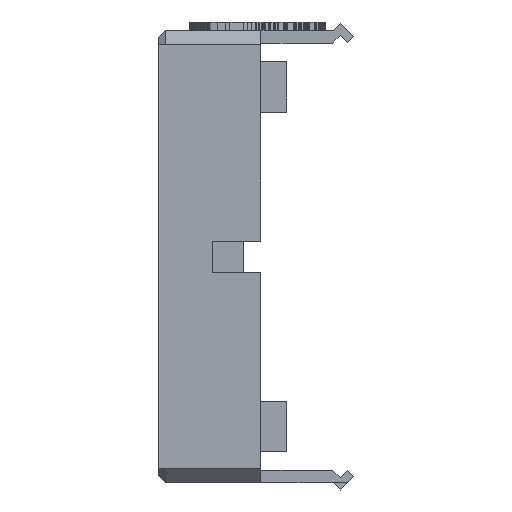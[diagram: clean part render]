
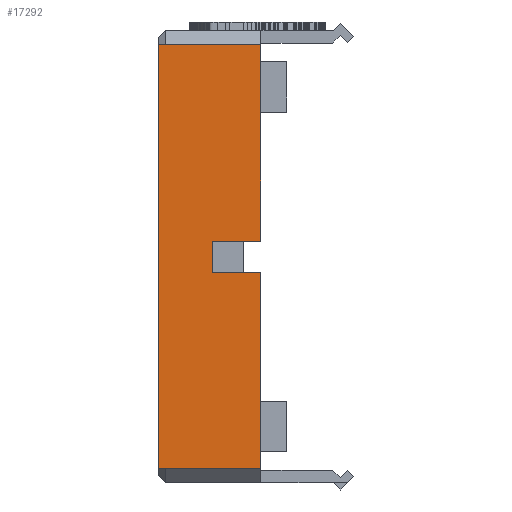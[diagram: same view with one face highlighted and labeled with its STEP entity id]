
A CAD part, left-side view. The second image highlights one B-rep face of the part: STEP entity #17292.
In plain terms, the highlighted planar face has unit normal (-1, 0, 0).
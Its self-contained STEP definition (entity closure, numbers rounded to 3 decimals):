
#2802=FACE_OUTER_BOUND('',#3719,.T.);
#3719=EDGE_LOOP('',(#15782,#15783,#15784,#15785,#15786,#15787,#15788,#15789));
#4850=LINE('',#32483,#6212);
#5017=LINE('',#32810,#6379);
#5022=LINE('',#32820,#6384);
#5024=LINE('',#32826,#6386);
#5027=LINE('',#32831,#6389);
#5029=LINE('',#32834,#6391);
#5030=LINE('',#32835,#6392);
#5031=LINE('',#32836,#6393);
#6212=VECTOR('',#19017,10.);
#6379=VECTOR('',#19310,10.);
#6384=VECTOR('',#19317,10.);
#6386=VECTOR('',#19321,10.);
#6389=VECTOR('',#19326,10.);
#6391=VECTOR('',#19330,10.);
#6392=VECTOR('',#19331,10.);
#6393=VECTOR('',#19332,10.);
#8080=VERTEX_POINT('',#32480);
#8081=VERTEX_POINT('',#32482);
#8177=VERTEX_POINT('',#32807);
#8178=VERTEX_POINT('',#32809);
#8180=VERTEX_POINT('',#32814);
#8182=VERTEX_POINT('',#32818);
#8183=VERTEX_POINT('',#32822);
#8185=VERTEX_POINT('',#32825);
#10590=EDGE_CURVE('',#8080,#8081,#4850,.T.);
#10757=EDGE_CURVE('',#8177,#8178,#5017,.T.);
#10762=EDGE_CURVE('',#8180,#8182,#5022,.T.);
#10764=EDGE_CURVE('',#8185,#8183,#5024,.T.);
#10767=EDGE_CURVE('',#8182,#8185,#5027,.T.);
#10769=EDGE_CURVE('',#8081,#8183,#5029,.T.);
#10770=EDGE_CURVE('',#8178,#8080,#5030,.T.);
#10771=EDGE_CURVE('',#8180,#8177,#5031,.T.);
#15782=ORIENTED_EDGE('',*,*,#10762,.T.);
#15783=ORIENTED_EDGE('',*,*,#10767,.T.);
#15784=ORIENTED_EDGE('',*,*,#10764,.T.);
#15785=ORIENTED_EDGE('',*,*,#10769,.F.);
#15786=ORIENTED_EDGE('',*,*,#10590,.F.);
#15787=ORIENTED_EDGE('',*,*,#10770,.F.);
#15788=ORIENTED_EDGE('',*,*,#10757,.F.);
#15789=ORIENTED_EDGE('',*,*,#10771,.F.);
#16393=PLANE('',#17579);
#17292=ADVANCED_FACE('',(#2802),#16393,.T.);
#17579=AXIS2_PLACEMENT_3D('',#32833,#19328,#19329);
#19017=DIRECTION('',(0.,-1.,0.));
#19310=DIRECTION('',(0.,1.,0.));
#19317=DIRECTION('',(0.,1.,0.));
#19321=DIRECTION('',(0.,-1.,0.));
#19326=DIRECTION('',(0.,0.,1.));
#19328=DIRECTION('center_axis',(-1.,0.,0.));
#19329=DIRECTION('ref_axis',(0.,0.,-1.));
#19330=DIRECTION('',(0.,0.,-1.));
#19331=DIRECTION('',(0.,0.,1.));
#19332=DIRECTION('',(0.,0.,-1.));
#32480=CARTESIAN_POINT('',(-58.05,12.89,6.658));
#32482=CARTESIAN_POINT('',(-58.05,5.645,6.658));
#32483=CARTESIAN_POINT('',(-58.05,0.,6.658));
#32807=CARTESIAN_POINT('',(-58.05,5.645,-23.442));
#32809=CARTESIAN_POINT('',(-58.05,12.89,-23.442));
#32810=CARTESIAN_POINT('',(-58.05,-4.71,-23.442));
#32814=CARTESIAN_POINT('',(-58.05,5.645,-9.492));
#32818=CARTESIAN_POINT('',(-58.05,9.095,-9.492));
#32820=CARTESIAN_POINT('',(-58.05,-0.557,-9.492));
#32822=CARTESIAN_POINT('',(-58.05,5.645,-7.292));
#32825=CARTESIAN_POINT('',(-58.05,9.095,-7.292));
#32826=CARTESIAN_POINT('',(-58.05,2.193,-7.292));
#32831=CARTESIAN_POINT('',(-58.05,9.095,-1.417));
#32833=CARTESIAN_POINT('Origin',(-58.05,-4.71,6.658));
#32834=CARTESIAN_POINT('',(-58.05,5.645,-0.867));
#32835=CARTESIAN_POINT('',(-58.05,12.89,-23.442));
#32836=CARTESIAN_POINT('',(-58.05,5.645,-0.867));
